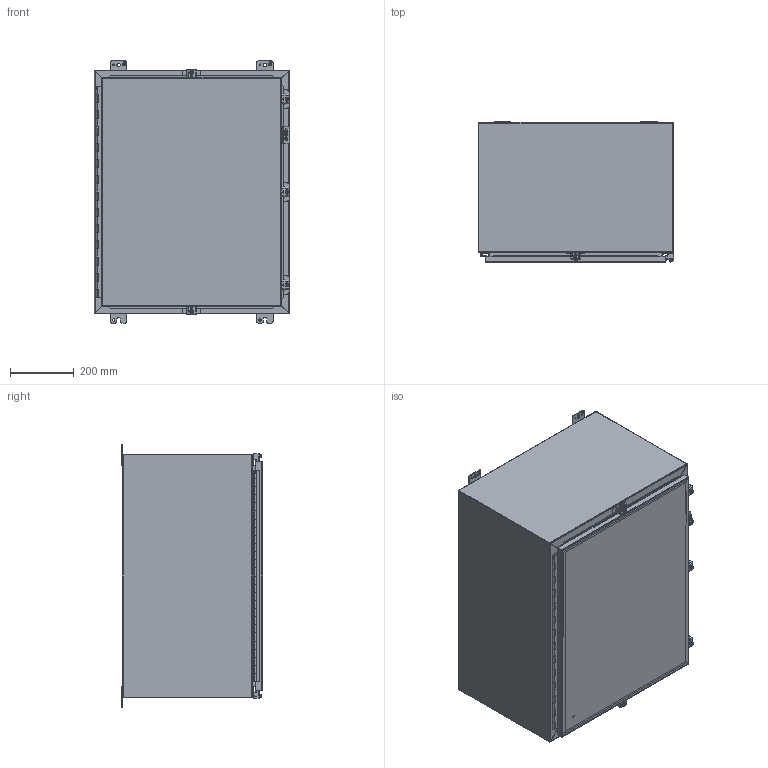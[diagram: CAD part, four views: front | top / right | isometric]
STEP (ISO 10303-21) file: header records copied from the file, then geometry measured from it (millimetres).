
FILE_DESCRIPTION (( 'STEP AP203' ), '1' );
FILE_NAME ('1418N4SSK16_Default.step', '2019-11-01T21:03:26', ( 'ADC123' ), ( 'Microsoft' ), 'SwSTEP 2.0', 'SolidWorks 2019', '' );
FILE_SCHEMA (( 'CONFIG_CONTROL_DESIGN' ));
Length unit declared in the file: inch
Products named in the file (1): 1418N4SSK16_Default
Bounding box: 611.2 x 441.32 x 819.15 mm (x, y, z)
Volume: 5243052.6 mm3; surface area: 5484398.2 mm2
Topology: 45 solids, 46 shells, 1653 faces, 4353 edges, 2842 vertices
Faces by surface type: plane 1021, cylinder 546, bspline 76, cone 10
Entity records: 54608 total; most frequent: CARTESIAN_POINT 13295, ORIENTED_EDGE 8698, DIRECTION 8395, EDGE_CURVE 4349, LINE 3067, VECTOR 3067, VERTEX_POINT 2842, AXIS2_PLACEMENT_3D 2664
